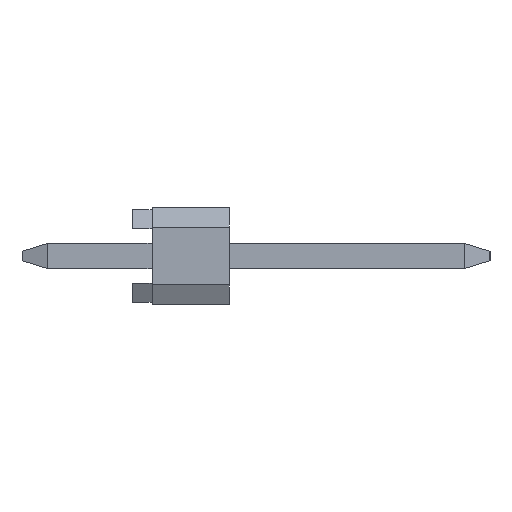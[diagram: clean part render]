
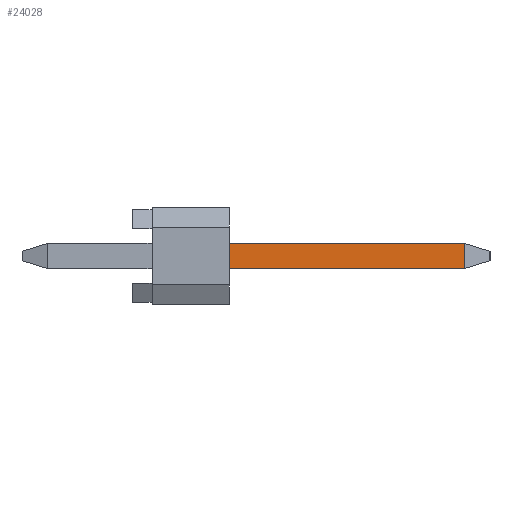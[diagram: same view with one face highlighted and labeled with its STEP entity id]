
A CAD part, left-side view. The second image highlights one B-rep face of the part: STEP entity #24028.
In plain terms, the highlighted planar face has unit normal (-1, 0, 0).
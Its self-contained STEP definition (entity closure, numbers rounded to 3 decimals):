
#5245=DIRECTION('',(0.,0.,1.));
#5246=VECTOR('',#5245,0.65);
#5247=CARTESIAN_POINT('',(-24.455,-1.,-0.325));
#5248=LINE('',#5247,#5246);
#8213=DIRECTION('',(0.,-1.,0.));
#8214=VECTOR('',#8213,6.1);
#8215=CARTESIAN_POINT('',(-24.455,-1.,-0.325));
#8216=LINE('',#8215,#8214);
#8249=DIRECTION('',(0.,-1.,0.));
#8250=VECTOR('',#8249,6.1);
#8251=CARTESIAN_POINT('',(-24.455,-1.,0.325));
#8252=LINE('',#8251,#8250);
#8285=DIRECTION('',(0.,0.,-1.));
#8286=VECTOR('',#8285,0.65);
#8287=CARTESIAN_POINT('',(-24.455,-7.1,0.325));
#8288=LINE('',#8287,#8286);
#11545=CARTESIAN_POINT('',(-24.455,-1.,-0.325));
#11547=VERTEX_POINT('',#11545);
#11549=CARTESIAN_POINT('',(-24.455,-1.,0.325));
#11551=VERTEX_POINT('',#11549);
#11701=CARTESIAN_POINT('',(-24.455,-7.1,0.325));
#11702=CARTESIAN_POINT('',(-24.455,-7.1,-0.325));
#11703=VERTEX_POINT('',#11701);
#11704=VERTEX_POINT('',#11702);
#24016=CARTESIAN_POINT('',(-24.455,4.367,-0.325));
#24017=DIRECTION('',(-1.,0.,0.));
#24018=DIRECTION('',(0.,-1.,0.));
#24019=AXIS2_PLACEMENT_3D('',#24016,#24017,#24018);
#24020=PLANE('',#24019);
#24022=ORIENTED_EDGE('',*,*,#24021,.T.);
#24023=ORIENTED_EDGE('',*,*,#23874,.F.);
#24024=ORIENTED_EDGE('',*,*,#19374,.T.);
#24025=ORIENTED_EDGE('',*,*,#23957,.T.);
#24026=EDGE_LOOP('',(#24022,#24023,#24024,#24025));
#24027=FACE_OUTER_BOUND('',#24026,.F.);
#24028=ADVANCED_FACE('',(#24027),#24020,.T.);
#19374=EDGE_CURVE('',#11547,#11551,#5248,.T.);
#23874=EDGE_CURVE('',#11547,#11704,#8216,.T.);
#23957=EDGE_CURVE('',#11551,#11703,#8252,.T.);
#24021=EDGE_CURVE('',#11703,#11704,#8288,.T.);
